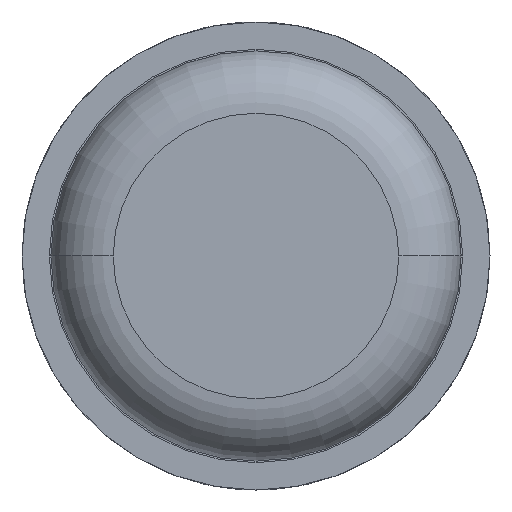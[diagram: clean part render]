
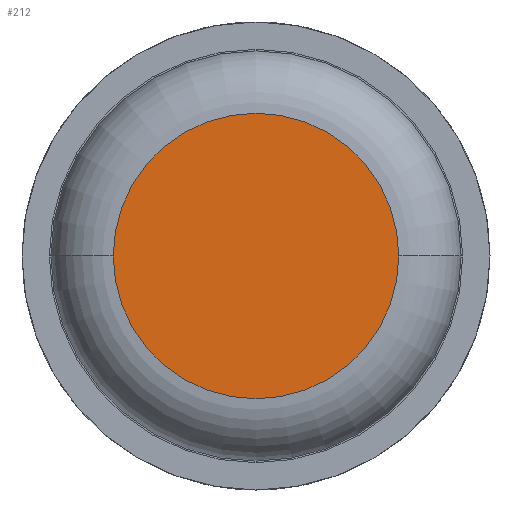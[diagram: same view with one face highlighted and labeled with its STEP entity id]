
A CAD part, front view. The second image highlights one B-rep face of the part: STEP entity #212.
In plain terms, the highlighted planar face has unit normal (0, -1, 0).
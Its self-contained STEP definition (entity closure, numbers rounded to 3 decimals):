
#48 = CIRCLE ( 'NONE', #2701, 0.915 ) ;
#122 = ORIENTED_EDGE ( 'NONE', *, *, #3673, .T. ) ;
#163 = AXIS2_PLACEMENT_3D ( 'NONE', #290, #3071, #2275 ) ;
#171 = DIRECTION ( 'NONE',  ( -1., 0., 0. ) ) ;
#212 = ADVANCED_FACE ( 'Defeature ausgef�hrt1_6', ( #2368 ), #4627, .F. ) ;
#290 = CARTESIAN_POINT ( 'NONE',  ( 0., 0., 0. ) ) ;
#1188 = ORIENTED_EDGE ( 'NONE', *, *, #1787, .T. ) ;
#1741 = DIRECTION ( 'NONE',  ( 0., -1., 0. ) ) ;
#1780 = CARTESIAN_POINT ( 'NONE',  ( 0., 0., 0. ) ) ;
#1787 = EDGE_CURVE ( 'Defeature ausgef�hrt1_6+Defeature ausgef�hrt1_7+Defeature ausgef�hrt1_7+Defeature ausgef�hrt1_7', #2898, #3193, #48, .T. ) ;
#2275 = DIRECTION ( 'NONE',  ( -1., 0., 0. ) ) ;
#2368 = FACE_OUTER_BOUND ( 'NONE', #3186, .T. ) ;
#2500 = CARTESIAN_POINT ( 'NONE',  ( 0., 0., 0. ) ) ;
#2701 = AXIS2_PLACEMENT_3D ( 'NONE', #2500, #2957, #171 ) ;
#2898 = VERTEX_POINT ( 'NONE', #3536 ) ;
#2957 = DIRECTION ( 'NONE',  ( 0., -1., 0. ) ) ;
#3071 = DIRECTION ( 'NONE',  ( 0., 1., 0. ) ) ;
#3186 = EDGE_LOOP ( 'NONE', ( #122, #1188 ) ) ;
#3193 = VERTEX_POINT ( 'NONE', #3659 ) ;
#3536 = CARTESIAN_POINT ( 'NONE',  ( 0.915, 0., 0. ) ) ;
#3659 = CARTESIAN_POINT ( 'NONE',  ( -0.915, 0., 0. ) ) ;
#3673 = EDGE_CURVE ( 'Defeature ausgef�hrt1_6+Defeature ausgef�hrt1_7+Defeature ausgef�hrt1_7+Defeature ausgef�hrt1_7', #3193, #2898, #4737, .T. ) ;
#4461 = AXIS2_PLACEMENT_3D ( 'NONE', #1780, #1741, #4543 ) ;
#4543 = DIRECTION ( 'NONE',  ( -1., 0., 0. ) ) ;
#4627 = PLANE ( 'NONE',  #163 ) ;
#4737 = CIRCLE ( 'NONE', #4461, 0.915 ) ;
